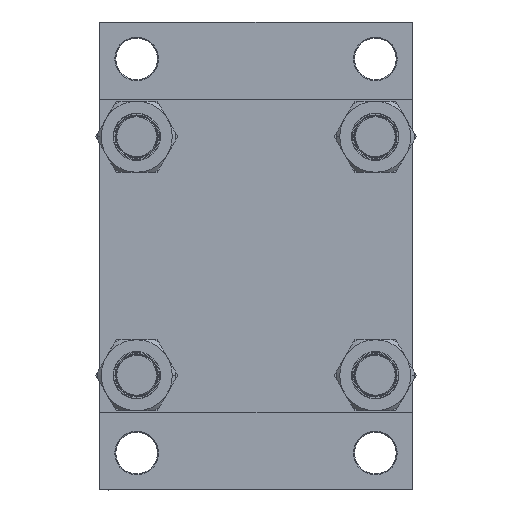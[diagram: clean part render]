
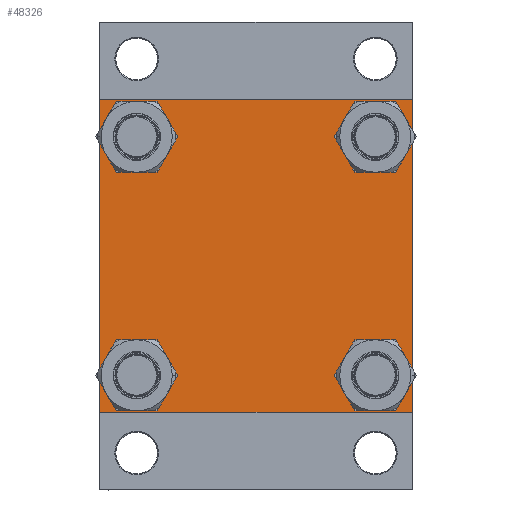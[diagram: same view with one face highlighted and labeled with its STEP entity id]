
A CAD part, left-side view. The second image highlights one B-rep face of the part: STEP entity #48326.
In plain terms, the highlighted planar face has unit normal (-1, 0, 0).
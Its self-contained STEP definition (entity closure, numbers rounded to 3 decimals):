
#36 = VERTEX_POINT ( 'NONE', #43439 ) ;
#126 = CARTESIAN_POINT ( 'NONE',  ( 0., -62.95, 51.45 ) ) ;
#593 = CARTESIAN_POINT ( 'NONE',  ( 0., -82.25, -82.25 ) ) ;
#947 = DIRECTION ( 'NONE',  ( 1., 0., 0. ) ) ;
#1424 = AXIS2_PLACEMENT_3D ( 'NONE', #28212, #20632, #35078 ) ;
#1876 = ORIENTED_EDGE ( 'NONE', *, *, #14687, .F. ) ;
#2161 = ORIENTED_EDGE ( 'NONE', *, *, #40559, .T. ) ;
#2279 = DIRECTION ( 'NONE',  ( -1., 0., 0. ) ) ;
#2516 = FACE_BOUND ( 'NONE', #17507, .T. ) ;
#3012 = DIRECTION ( 'NONE',  ( 0., -1., 0. ) ) ;
#3388 = CIRCLE ( 'NONE', #36163, 11.5 ) ;
#3486 = CARTESIAN_POINT ( 'NONE',  ( 0., 82.5, -82.5 ) ) ;
#3513 = VERTEX_POINT ( 'NONE', #44977 ) ;
#3598 = EDGE_CURVE ( 'NONE', #8875, #10171, #33624, .T. ) ;
#3858 = CARTESIAN_POINT ( 'NONE',  ( 0., -82., -82.5 ) ) ;
#4262 = AXIS2_PLACEMENT_3D ( 'NONE', #28671, #21330, #33314 ) ;
#4985 = VECTOR ( 'NONE', #31948, 1000. ) ;
#5163 = DIRECTION ( 'NONE',  ( 0., 0., 1. ) ) ;
#5445 = FACE_BOUND ( 'NONE', #9050, .T. ) ;
#5608 = VERTEX_POINT ( 'NONE', #33848 ) ;
#5631 = EDGE_CURVE ( 'NONE', #38436, #40426, #19627, .T. ) ;
#5638 = DIRECTION ( 'NONE',  ( 1., 0., 0. ) ) ;
#5983 = EDGE_LOOP ( 'NONE', ( #46427, #25344, #2161, #18315, #1876, #13919, #6527, #12656 ) ) ;
#6212 = VECTOR ( 'NONE', #11805, 1000. ) ;
#6214 = ORIENTED_EDGE ( 'NONE', *, *, #3598, .T. ) ;
#6225 = DIRECTION ( 'NONE',  ( 1., 0., 0. ) ) ;
#6527 = ORIENTED_EDGE ( 'NONE', *, *, #12372, .F. ) ;
#6656 = CARTESIAN_POINT ( 'NONE',  ( 0., 62.95, -51.45 ) ) ;
#7026 = CARTESIAN_POINT ( 'NONE',  ( 0., 82.5, -82. ) ) ;
#8345 = AXIS2_PLACEMENT_3D ( 'NONE', #13021, #2279, #46981 ) ;
#8555 = VERTEX_POINT ( 'NONE', #6656 ) ;
#8875 = VERTEX_POINT ( 'NONE', #35944 ) ;
#8895 = VECTOR ( 'NONE', #10567, 1000. ) ;
#9050 = EDGE_LOOP ( 'NONE', ( #6214, #13191 ) ) ;
#9206 = CARTESIAN_POINT ( 'NONE',  ( 0., 62.95, -74.45 ) ) ;
#9865 = CARTESIAN_POINT ( 'NONE',  ( 0., -82.5, -82. ) ) ;
#9926 = LINE ( 'NONE', #23866, #4985 ) ;
#9933 = AXIS2_PLACEMENT_3D ( 'NONE', #35822, #6225, #27993 ) ;
#10011 = CARTESIAN_POINT ( 'NONE',  ( 0., 82.5, 82.5 ) ) ;
#10171 = VERTEX_POINT ( 'NONE', #126 ) ;
#10567 = DIRECTION ( 'NONE',  ( 0., 0., -1. ) ) ;
#11138 = EDGE_LOOP ( 'NONE', ( #42147, #16149 ) ) ;
#11249 = CARTESIAN_POINT ( 'NONE',  ( 0., -62.95, 62.95 ) ) ;
#11390 = ORIENTED_EDGE ( 'NONE', *, *, #12536, .T. ) ;
#11805 = DIRECTION ( 'NONE',  ( 0., -0.707, 0.707 ) ) ;
#12372 = EDGE_CURVE ( 'NONE', #5608, #36, #46912, .T. ) ;
#12536 = EDGE_CURVE ( 'NONE', #35029, #27612, #33804, .T. ) ;
#12656 = ORIENTED_EDGE ( 'NONE', *, *, #35069, .T. ) ;
#12944 = ORIENTED_EDGE ( 'NONE', *, *, #37261, .T. ) ;
#13021 = CARTESIAN_POINT ( 'NONE',  ( 0., 0., 0. ) ) ;
#13191 = ORIENTED_EDGE ( 'NONE', *, *, #45986, .T. ) ;
#13397 = DIRECTION ( 'NONE',  ( 0., 0., -1. ) ) ;
#13540 = VECTOR ( 'NONE', #3012, 1000. ) ;
#13808 = DIRECTION ( 'NONE',  ( 0., 0.707, 0.707 ) ) ;
#13890 = LINE ( 'NONE', #35662, #35837 ) ;
#13919 = ORIENTED_EDGE ( 'NONE', *, *, #27212, .T. ) ;
#14034 = ORIENTED_EDGE ( 'NONE', *, *, #27157, .T. ) ;
#14230 = CIRCLE ( 'NONE', #24389, 11.5 ) ;
#14687 = EDGE_CURVE ( 'NONE', #3513, #40426, #18376, .T. ) ;
#15035 = VECTOR ( 'NONE', #35745, 1000. ) ;
#15046 = VERTEX_POINT ( 'NONE', #26873 ) ;
#15167 = DIRECTION ( 'NONE',  ( 1., 0., 0. ) ) ;
#15235 = VERTEX_POINT ( 'NONE', #7026 ) ;
#15463 = EDGE_CURVE ( 'NONE', #15235, #34799, #9926, .T. ) ;
#16149 = ORIENTED_EDGE ( 'NONE', *, *, #28717, .T. ) ;
#16886 = CARTESIAN_POINT ( 'NONE',  ( 0., 62.95, 62.95 ) ) ;
#17335 = DIRECTION ( 'NONE',  ( 0., -1., 0. ) ) ;
#17409 = PLANE ( 'NONE',  #8345 ) ;
#17507 = EDGE_LOOP ( 'NONE', ( #38252, #12944 ) ) ;
#18315 = ORIENTED_EDGE ( 'NONE', *, *, #5631, .T. ) ;
#18376 = LINE ( 'NONE', #22297, #8895 ) ;
#19627 = LINE ( 'NONE', #593, #6212 ) ;
#20353 = VERTEX_POINT ( 'NONE', #34667 ) ;
#20632 = DIRECTION ( 'NONE',  ( 1., 0., 0. ) ) ;
#21330 = DIRECTION ( 'NONE',  ( 1., 0., 0. ) ) ;
#22297 = CARTESIAN_POINT ( 'NONE',  ( 0., -82.5, 82.5 ) ) ;
#23866 = CARTESIAN_POINT ( 'NONE',  ( 0., 82.25, -82.25 ) ) ;
#24213 = CARTESIAN_POINT ( 'NONE',  ( 0., 62.95, -62.95 ) ) ;
#24389 = AXIS2_PLACEMENT_3D ( 'NONE', #16886, #38901, #27405 ) ;
#24759 = FACE_BOUND ( 'NONE', #11138, .T. ) ;
#25138 = CARTESIAN_POINT ( 'NONE',  ( 0., -62.95, -51.45 ) ) ;
#25344 = ORIENTED_EDGE ( 'NONE', *, *, #15463, .T. ) ;
#25561 = CIRCLE ( 'NONE', #9933, 11.5 ) ;
#26096 = CIRCLE ( 'NONE', #4262, 11.5 ) ;
#26170 = DIRECTION ( 'NONE',  ( 0., 0., 1. ) ) ;
#26873 = CARTESIAN_POINT ( 'NONE',  ( 0., 62.95, 74.45 ) ) ;
#27157 = EDGE_CURVE ( 'NONE', #27612, #35029, #25561, .T. ) ;
#27212 = EDGE_CURVE ( 'NONE', #3513, #36, #42888, .T. ) ;
#27405 = DIRECTION ( 'NONE',  ( 0., 0., 1. ) ) ;
#27612 = VERTEX_POINT ( 'NONE', #25138 ) ;
#27993 = DIRECTION ( 'NONE',  ( 0., 0., 1. ) ) ;
#28212 = CARTESIAN_POINT ( 'NONE',  ( 0., 62.95, -62.95 ) ) ;
#28579 = AXIS2_PLACEMENT_3D ( 'NONE', #32726, #43936, #47593 ) ;
#28638 = LINE ( 'NONE', #36461, #15035 ) ;
#28671 = CARTESIAN_POINT ( 'NONE',  ( 0., 62.95, 62.95 ) ) ;
#28717 = EDGE_CURVE ( 'NONE', #32395, #8555, #35805, .T. ) ;
#29397 = LINE ( 'NONE', #3486, #13540 ) ;
#30270 = EDGE_CURVE ( 'NONE', #41577, #15235, #13890, .T. ) ;
#30522 = DIRECTION ( 'NONE',  ( 0., 0., 1. ) ) ;
#30643 = AXIS2_PLACEMENT_3D ( 'NONE', #34446, #947, #30522 ) ;
#31948 = DIRECTION ( 'NONE',  ( 0., -0.707, -0.707 ) ) ;
#32106 = FACE_OUTER_BOUND ( 'NONE', #5983, .T. ) ;
#32324 = CARTESIAN_POINT ( 'NONE',  ( 0., -62.95, -74.45 ) ) ;
#32395 = VERTEX_POINT ( 'NONE', #9206 ) ;
#32726 = CARTESIAN_POINT ( 'NONE',  ( 0., -62.95, 62.95 ) ) ;
#33314 = DIRECTION ( 'NONE',  ( 0., 0., 1. ) ) ;
#33624 = CIRCLE ( 'NONE', #39846, 11.5 ) ;
#33804 = CIRCLE ( 'NONE', #30643, 11.5 ) ;
#33848 = CARTESIAN_POINT ( 'NONE',  ( 0., 82., 82.5 ) ) ;
#34048 = CIRCLE ( 'NONE', #28579, 11.5 ) ;
#34446 = CARTESIAN_POINT ( 'NONE',  ( 0., -62.95, -62.95 ) ) ;
#34667 = CARTESIAN_POINT ( 'NONE',  ( 0., 62.95, 51.45 ) ) ;
#34799 = VERTEX_POINT ( 'NONE', #44540 ) ;
#35029 = VERTEX_POINT ( 'NONE', #32324 ) ;
#35069 = EDGE_CURVE ( 'NONE', #5608, #41577, #28638, .T. ) ;
#35078 = DIRECTION ( 'NONE',  ( 0., 0., 1. ) ) ;
#35662 = CARTESIAN_POINT ( 'NONE',  ( 0., 82.5, 82.5 ) ) ;
#35745 = DIRECTION ( 'NONE',  ( 0., 0.707, -0.707 ) ) ;
#35765 = FACE_BOUND ( 'NONE', #39465, .T. ) ;
#35805 = CIRCLE ( 'NONE', #1424, 11.5 ) ;
#35822 = CARTESIAN_POINT ( 'NONE',  ( 0., -62.95, -62.95 ) ) ;
#35837 = VECTOR ( 'NONE', #13397, 1000. ) ;
#35944 = CARTESIAN_POINT ( 'NONE',  ( 0., -62.95, 74.45 ) ) ;
#36163 = AXIS2_PLACEMENT_3D ( 'NONE', #24213, #5638, #5163 ) ;
#36461 = CARTESIAN_POINT ( 'NONE',  ( 0., 82.25, 82.25 ) ) ;
#37261 = EDGE_CURVE ( 'NONE', #20353, #15046, #14230, .T. ) ;
#38252 = ORIENTED_EDGE ( 'NONE', *, *, #43267, .T. ) ;
#38436 = VERTEX_POINT ( 'NONE', #3858 ) ;
#38455 = VECTOR ( 'NONE', #17335, 1000. ) ;
#38901 = DIRECTION ( 'NONE',  ( 1., 0., 0. ) ) ;
#39465 = EDGE_LOOP ( 'NONE', ( #14034, #11390 ) ) ;
#39471 = EDGE_CURVE ( 'NONE', #8555, #32395, #3388, .T. ) ;
#39846 = AXIS2_PLACEMENT_3D ( 'NONE', #11249, #15167, #26170 ) ;
#40403 = CARTESIAN_POINT ( 'NONE',  ( 0., 82.5, 82. ) ) ;
#40426 = VERTEX_POINT ( 'NONE', #9865 ) ;
#40559 = EDGE_CURVE ( 'NONE', #34799, #38436, #29397, .T. ) ;
#41577 = VERTEX_POINT ( 'NONE', #40403 ) ;
#41925 = VECTOR ( 'NONE', #13808, 1000. ) ;
#42147 = ORIENTED_EDGE ( 'NONE', *, *, #39471, .T. ) ;
#42888 = LINE ( 'NONE', #47040, #41925 ) ;
#43267 = EDGE_CURVE ( 'NONE', #15046, #20353, #26096, .T. ) ;
#43439 = CARTESIAN_POINT ( 'NONE',  ( 0., -82., 82.5 ) ) ;
#43936 = DIRECTION ( 'NONE',  ( 1., 0., 0. ) ) ;
#44540 = CARTESIAN_POINT ( 'NONE',  ( 0., 82., -82.5 ) ) ;
#44977 = CARTESIAN_POINT ( 'NONE',  ( 0., -82.5, 82. ) ) ;
#45986 = EDGE_CURVE ( 'NONE', #10171, #8875, #34048, .T. ) ;
#46427 = ORIENTED_EDGE ( 'NONE', *, *, #30270, .T. ) ;
#46912 = LINE ( 'NONE', #10011, #38455 ) ;
#46981 = DIRECTION ( 'NONE',  ( 0., 0., 1. ) ) ;
#47040 = CARTESIAN_POINT ( 'NONE',  ( 0., -82.25, 82.25 ) ) ;
#47593 = DIRECTION ( 'NONE',  ( 0., 0., 1. ) ) ;
#48326 = ADVANCED_FACE ( 'NONE', ( #5445, #35765, #24759, #2516, #32106 ), #17409, .T. ) ;
